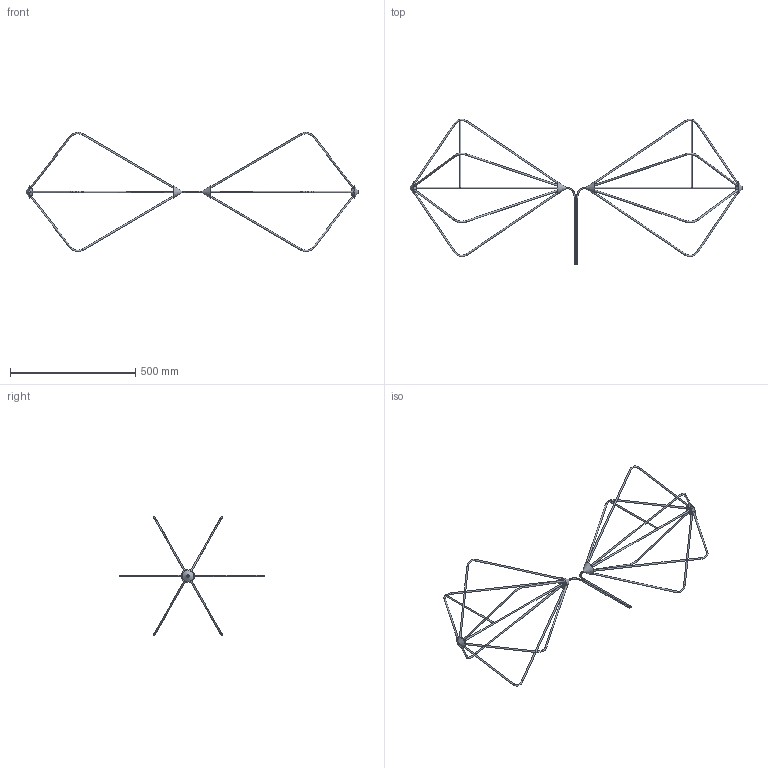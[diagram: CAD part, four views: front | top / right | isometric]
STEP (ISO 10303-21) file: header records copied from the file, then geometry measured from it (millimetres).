
FILE_DESCRIPTION(/* description */ (''),/* implementation_level */ '2;1');
FILE_NAME(/* name */ 'bicon_m_4p5mm.stp',/* time_stamp */ '2018-07-30T17:16:43-07:00',/* author */ ('User'),/* organization */ (''),/* preprocessor_version */ 'ST-DEVELOPER v17',/* originating_system */ 'Autodesk Inventor 2019',/* authorisation */ '');
FILE_SCHEMA (('AUTOMOTIVE_DESIGN { 1 0 10303 214 3 1 1 }'));
Length unit declared in the file: inch
Products named in the file (2): bicon_m; bicon_arm_nate
Assembly tree (2 placements, depth 2):
  bicon_m
    bicon_arm_nate  x2
Bounding box: 1327.68 x 582.65 x 477.24 mm (x, y, z)
Volume: 463823.6 mm3; surface area: 250000.9 mm2
Topology: 2 solids, 2 shells, 58 faces, 184 edges, 128 vertices
Faces by surface type: cylinder 30, torus 12, plane 8, cone 6, bspline 2
Full cylindrical faces by diameter (mm): 5 x2, 6.35 x28
Entity records: 1469 total; most frequent: CARTESIAN_POINT 530, DIRECTION 192, ORIENTED_EDGE 184, EDGE_CURVE 92, AXIS2_PLACEMENT_3D 86, VERTEX_POINT 64, CIRCLE 45, EDGE_LOOP 42
